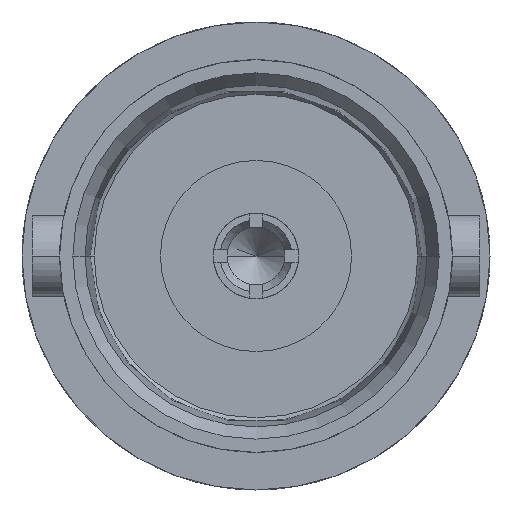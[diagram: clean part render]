
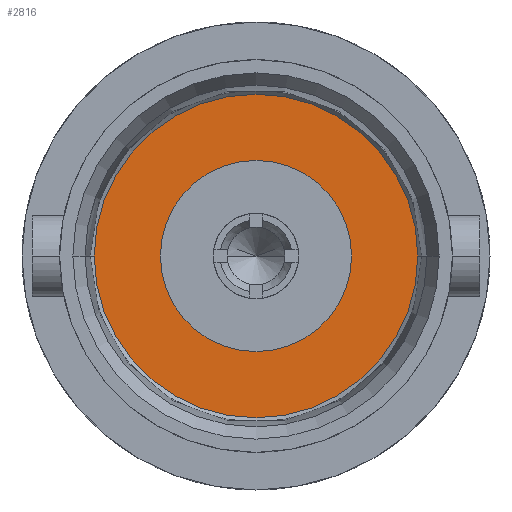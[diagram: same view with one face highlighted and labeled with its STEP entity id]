
A CAD part, left-side view. The second image highlights one B-rep face of the part: STEP entity #2816.
In plain terms, the highlighted planar face has unit normal (-1, 0, 0).
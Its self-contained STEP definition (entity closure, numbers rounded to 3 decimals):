
#896=CARTESIAN_POINT('',(8.51,0.,0.));
#897=DIRECTION('',(-1.,0.,0.));
#898=DIRECTION('',(0.,-1.,0.));
#899=AXIS2_PLACEMENT_3D('',#896,#897,#898);
#905=CARTESIAN_POINT('',(8.51,0.,0.));
#906=DIRECTION('',(-1.,0.,0.));
#907=DIRECTION('',(0.,1.,0.));
#908=AXIS2_PLACEMENT_3D('',#905,#906,#907);
#919=CARTESIAN_POINT('',(8.51,0.,0.));
#920=DIRECTION('',(1.,0.,0.));
#921=DIRECTION('',(0.,1.,0.));
#922=AXIS2_PLACEMENT_3D('',#919,#920,#921);
#932=CARTESIAN_POINT('',(8.51,0.,0.));
#933=DIRECTION('',(-1.,0.,0.));
#934=DIRECTION('',(0.,1.,0.));
#935=AXIS2_PLACEMENT_3D('',#932,#933,#934);
#1535=CARTESIAN_POINT('',(8.51,3.975,0.));
#1536=VERTEX_POINT('',#1535);
#1537=CARTESIAN_POINT('',(8.51,-3.975,0.));
#1538=VERTEX_POINT('',#1537);
#1539=CARTESIAN_POINT('',(8.51,2.35,0.));
#1541=VERTEX_POINT('',#1539);
#1543=CARTESIAN_POINT('',(8.51,-2.35,0.));
#1545=VERTEX_POINT('',#1543);
#2801=CARTESIAN_POINT('',(8.51,0.,0.));
#2802=DIRECTION('',(-1.,0.,0.));
#2803=DIRECTION('',(0.,0.,-1.));
#2804=AXIS2_PLACEMENT_3D('',#2801,#2802,#2803);
#2805=PLANE('',#2804);
#2806=ORIENTED_EDGE('',*,*,#2783,.F.);
#2807=ORIENTED_EDGE('',*,*,#2794,.F.);
#2808=EDGE_LOOP('',(#2806,#2807));
#2809=FACE_OUTER_BOUND('',#2808,.F.);
#2811=ORIENTED_EDGE('',*,*,#2810,.F.);
#2813=ORIENTED_EDGE('',*,*,#2812,.T.);
#2814=EDGE_LOOP('',(#2811,#2813));
#2815=FACE_BOUND('',#2814,.F.);
#2816=ADVANCED_FACE('',(#2809,#2815),#2805,.T.);
#900=CIRCLE('',#899,3.975);
#909=CIRCLE('',#908,3.975);
#923=CIRCLE('',#922,2.35);
#936=CIRCLE('',#935,2.35);
#2783=EDGE_CURVE('',#1538,#1536,#900,.T.);
#2794=EDGE_CURVE('',#1536,#1538,#909,.T.);
#2810=EDGE_CURVE('',#1541,#1545,#923,.T.);
#2812=EDGE_CURVE('',#1541,#1545,#936,.T.);
